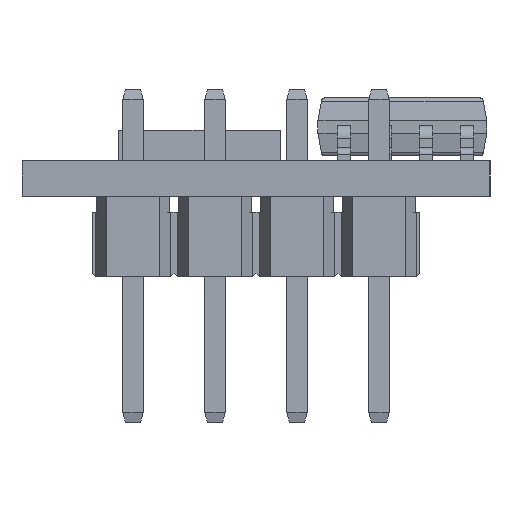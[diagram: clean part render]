
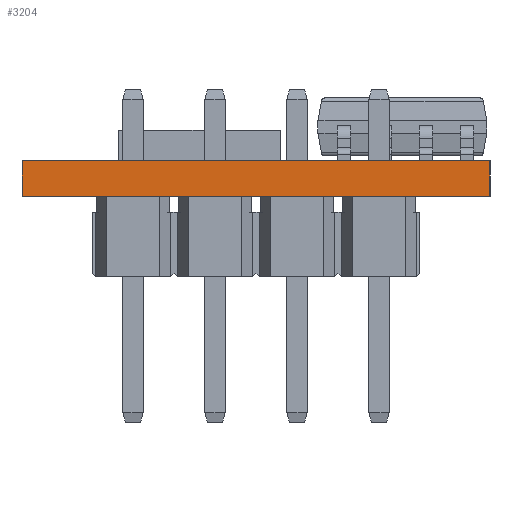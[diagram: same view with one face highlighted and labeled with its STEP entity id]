
A CAD part, left-side view. The second image highlights one B-rep face of the part: STEP entity #3204.
In plain terms, the highlighted planar face has unit normal (-1, 0, 0).
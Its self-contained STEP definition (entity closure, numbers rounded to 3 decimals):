
#89 = DIRECTION ( 'NONE',  ( -1., 0., 0. ) ) ;
#155 = EDGE_CURVE ( 'NONE', #8181, #3505, #4195, .T. ) ;
#277 = CARTESIAN_POINT ( 'NONE',  ( 0., 0., 0.55 ) ) ;
#281 = CARTESIAN_POINT ( 'NONE',  ( 0., 14.5, 1.1 ) ) ;
#1445 = DIRECTION ( 'NONE',  ( 0., -1., 0. ) ) ;
#1887 = VECTOR ( 'NONE', #1445, 1000. ) ;
#1900 = CARTESIAN_POINT ( 'NONE',  ( 0., 0., 1.1 ) ) ;
#1955 = EDGE_CURVE ( 'NONE', #8181, #2321, #10148, .T. ) ;
#2321 = VERTEX_POINT ( 'NONE', #281 ) ;
#2507 = AXIS2_PLACEMENT_3D ( 'NONE', #7556, #89, #10263 ) ;
#2616 = LINE ( 'NONE', #8761, #4227 ) ;
#2872 = EDGE_CURVE ( 'NONE', #2321, #8393, #2616, .T. ) ;
#3204 = ADVANCED_FACE ( 'NONE', ( #9230 ), #8472, .T. ) ;
#3250 = ORIENTED_EDGE ( 'NONE', *, *, #1955, .F. ) ;
#3505 = VERTEX_POINT ( 'NONE', #4113 ) ;
#3823 = DIRECTION ( 'NONE',  ( 0., 0., 1. ) ) ;
#3896 = EDGE_LOOP ( 'NONE', ( #3250, #5409, #8054, #5078 ) ) ;
#3957 = CARTESIAN_POINT ( 'NONE',  ( 0., 14.5, 0. ) ) ;
#4113 = CARTESIAN_POINT ( 'NONE',  ( 0., 0., 0. ) ) ;
#4195 = LINE ( 'NONE', #5887, #1887 ) ;
#4227 = VECTOR ( 'NONE', #10633, 1000. ) ;
#5078 = ORIENTED_EDGE ( 'NONE', *, *, #2872, .F. ) ;
#5409 = ORIENTED_EDGE ( 'NONE', *, *, #155, .T. ) ;
#5715 = CARTESIAN_POINT ( 'NONE',  ( 0., 14.5, 0.55 ) ) ;
#5887 = CARTESIAN_POINT ( 'NONE',  ( 0., 7.25, 0. ) ) ;
#6417 = LINE ( 'NONE', #277, #8042 ) ;
#7313 = VECTOR ( 'NONE', #10026, 1000. ) ;
#7556 = CARTESIAN_POINT ( 'NONE',  ( 0., 14.5, 0. ) ) ;
#8042 = VECTOR ( 'NONE', #3823, 1000. ) ;
#8054 = ORIENTED_EDGE ( 'NONE', *, *, #9518, .T. ) ;
#8181 = VERTEX_POINT ( 'NONE', #3957 ) ;
#8393 = VERTEX_POINT ( 'NONE', #1900 ) ;
#8472 = PLANE ( 'NONE',  #2507 ) ;
#8761 = CARTESIAN_POINT ( 'NONE',  ( 0., 7.25, 1.1 ) ) ;
#9230 = FACE_OUTER_BOUND ( 'NONE', #3896, .T. ) ;
#9518 = EDGE_CURVE ( 'NONE', #3505, #8393, #6417, .T. ) ;
#10026 = DIRECTION ( 'NONE',  ( 0., 0., 1. ) ) ;
#10148 = LINE ( 'NONE', #5715, #7313 ) ;
#10263 = DIRECTION ( 'NONE',  ( 0., 0., 1. ) ) ;
#10633 = DIRECTION ( 'NONE',  ( 0., -1., 0. ) ) ;
